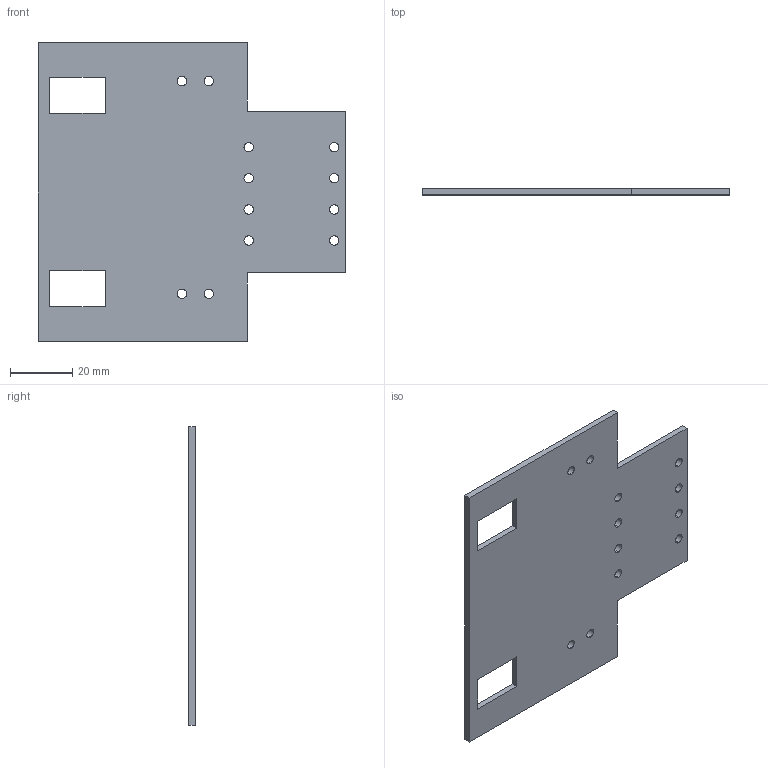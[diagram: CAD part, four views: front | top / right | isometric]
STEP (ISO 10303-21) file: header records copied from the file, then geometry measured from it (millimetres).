
FILE_DESCRIPTION (( 'STEP AP214' ), '1' );
FILE_NAME ('Subo_bot_button_plate_Long.STEP', '2021-09-06T08:47:49', ( '' ), ( '' ), 'SwSTEP 2.0', 'SolidWorks 2017', '' );
FILE_SCHEMA (( 'AUTOMOTIVE_DESIGN' ));
Length unit declared in the file: millimetre
Products named in the file (1): Subo_bot_button_plate_Long
Bounding box: 98.89 x 2 x 96 mm (x, y, z)
Volume: 15203.1 mm3; surface area: 16445 mm2
Topology: 1 solids, 1 shells, 42 faces, 120 edges, 80 vertices
Faces by surface type: cylinder 24, plane 18
Entity records: 1493 total; most frequent: DIRECTION 254, CARTESIAN_POINT 243, ORIENTED_EDGE 240, EDGE_CURVE 120, AXIS2_PLACEMENT_3D 91, VERTEX_POINT 80, VECTOR 72, LINE 72
